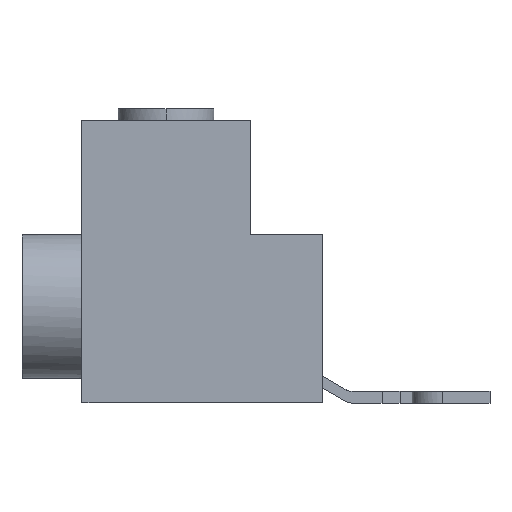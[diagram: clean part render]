
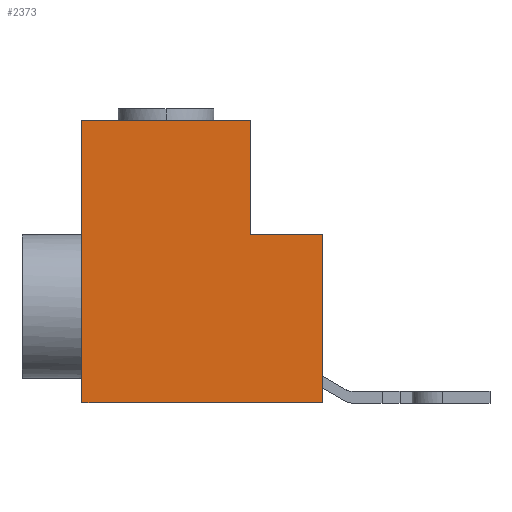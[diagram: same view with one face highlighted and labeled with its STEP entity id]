
A CAD part, left-side view. The second image highlights one B-rep face of the part: STEP entity #2373.
In plain terms, the highlighted free-form (B-spline) face has degree [1, 1] with [2, 2] control points.
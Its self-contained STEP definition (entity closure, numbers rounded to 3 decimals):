
#2373 = ADVANCED_FACE('',(#2374),#2418,.T.);
#2374 = FACE_BOUND('',#2375,.T.);
#2375 = EDGE_LOOP('',(#2376,#2385,#2392,#2399,#2406,#2413));
#2376 = ORIENTED_EDGE('',*,*,#2377,.T.);
#2377 = EDGE_CURVE('',#2378,#2380,#2382,.T.);
#2378 = VERTEX_POINT('',#2379);
#2379 = CARTESIAN_POINT('',(-20.731,0.,-6.596));
#2380 = VERTEX_POINT('',#2381);
#2381 = CARTESIAN_POINT('',(-20.731,18.846,
    -6.596));
#2382 = B_SPLINE_CURVE_WITH_KNOTS('',1,(#2383,#2384),.UNSPECIFIED.,.F.,
  .F.,(2,2),(0.,20.),.PIECEWISE_BEZIER_KNOTS.);
#2383 = CARTESIAN_POINT('',(-20.731,0.,-6.596));
#2384 = CARTESIAN_POINT('',(-20.731,18.846,
    -6.596));
#2385 = ORIENTED_EDGE('',*,*,#2386,.T.);
#2386 = EDGE_CURVE('',#2380,#2387,#2389,.T.);
#2387 = VERTEX_POINT('',#2388);
#2388 = CARTESIAN_POINT('',(-20.731,18.846,
    15.548));
#2389 = B_SPLINE_CURVE_WITH_KNOTS('',1,(#2390,#2391),.UNSPECIFIED.,.F.,
  .F.,(2,2),(0.,23.5),.PIECEWISE_BEZIER_KNOTS.);
#2390 = CARTESIAN_POINT('',(-20.731,18.846,
    -6.596));
#2391 = CARTESIAN_POINT('',(-20.731,18.846,
    15.548));
#2392 = ORIENTED_EDGE('',*,*,#2393,.T.);
#2393 = EDGE_CURVE('',#2387,#2394,#2396,.T.);
#2394 = VERTEX_POINT('',#2395);
#2395 = CARTESIAN_POINT('',(-20.731,5.654,
    15.548));
#2396 = B_SPLINE_CURVE_WITH_KNOTS('',1,(#2397,#2398),.UNSPECIFIED.,.F.,
  .F.,(2,2),(0.,14.),.PIECEWISE_BEZIER_KNOTS.);
#2397 = CARTESIAN_POINT('',(-20.731,18.846,
    15.548));
#2398 = CARTESIAN_POINT('',(-20.731,5.654,
    15.548));
#2399 = ORIENTED_EDGE('',*,*,#2400,.T.);
#2400 = EDGE_CURVE('',#2394,#2401,#2403,.T.);
#2401 = VERTEX_POINT('',#2402);
#2402 = CARTESIAN_POINT('',(-20.731,5.654,6.596
    ));
#2403 = B_SPLINE_CURVE_WITH_KNOTS('',1,(#2404,#2405),.UNSPECIFIED.,.F.,
  .F.,(2,2),(0.,9.5),.PIECEWISE_BEZIER_KNOTS.);
#2404 = CARTESIAN_POINT('',(-20.731,5.654,
    15.548));
#2405 = CARTESIAN_POINT('',(-20.731,5.654,6.596
    ));
#2406 = ORIENTED_EDGE('',*,*,#2407,.T.);
#2407 = EDGE_CURVE('',#2401,#2408,#2410,.T.);
#2408 = VERTEX_POINT('',#2409);
#2409 = CARTESIAN_POINT('',(-20.731,0.,6.596));
#2410 = B_SPLINE_CURVE_WITH_KNOTS('',1,(#2411,#2412),.UNSPECIFIED.,.F.,
  .F.,(2,2),(0.,6.),.PIECEWISE_BEZIER_KNOTS.);
#2411 = CARTESIAN_POINT('',(-20.731,5.654,6.596
    ));
#2412 = CARTESIAN_POINT('',(-20.731,0.,6.596));
#2413 = ORIENTED_EDGE('',*,*,#2414,.T.);
#2414 = EDGE_CURVE('',#2408,#2378,#2415,.T.);
#2415 = B_SPLINE_CURVE_WITH_KNOTS('',1,(#2416,#2417),.UNSPECIFIED.,.F.,
  .F.,(2,2),(0.,14.),.PIECEWISE_BEZIER_KNOTS.);
#2416 = CARTESIAN_POINT('',(-20.731,0.,6.596));
#2417 = CARTESIAN_POINT('',(-20.731,0.,-6.596));
#2418 = B_SPLINE_SURFACE_WITH_KNOTS('',1,1,(
    (#2419,#2420)
    ,(#2421,#2422
    )),.UNSPECIFIED.,.F.,.F.,.F.,(2,2),(2,2),(0.,1.),(0.,1.),
  .PIECEWISE_BEZIER_KNOTS.);
#2419 = CARTESIAN_POINT('',(-20.731,0.,15.548));
#2420 = CARTESIAN_POINT('',(-20.731,18.846,
    15.548));
#2421 = CARTESIAN_POINT('',(-20.731,0.,-6.596));
#2422 = CARTESIAN_POINT('',(-20.731,18.846,
    -6.596));
